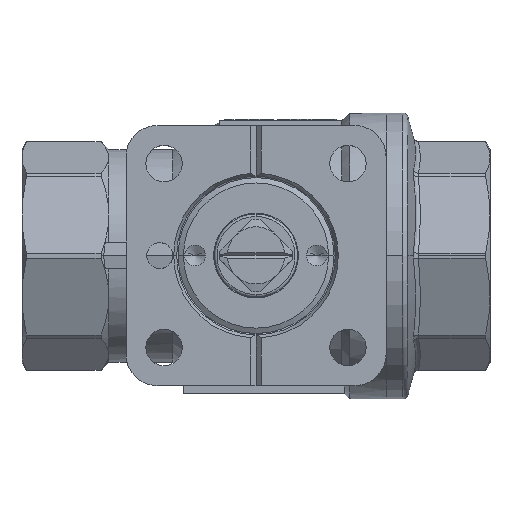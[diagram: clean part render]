
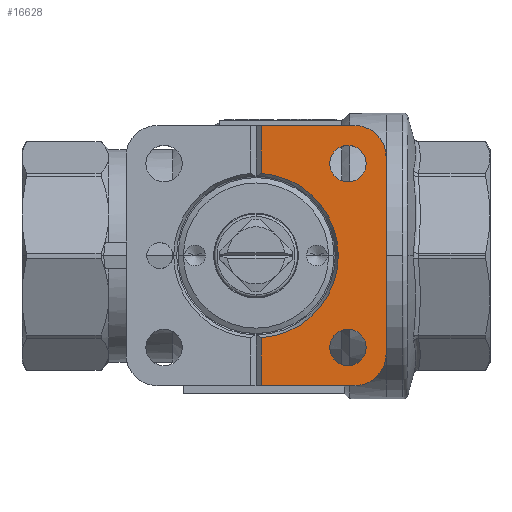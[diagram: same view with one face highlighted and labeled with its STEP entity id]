
A CAD part, top view. The second image highlights one B-rep face of the part: STEP entity #16628.
In plain terms, the highlighted planar face has unit normal (0, 0, 1).
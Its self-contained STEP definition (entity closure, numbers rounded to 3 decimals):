
#3498=CARTESIAN_POINT('',(15.827,-0.,50.5));
#3499=VERTEX_POINT('',#3498);
#3506=CARTESIAN_POINT('',(1.,15.796,50.5));
#3507=VERTEX_POINT('',#3506);
#3508=CARTESIAN_POINT('',(0.,-0.,50.5));
#3509=DIRECTION('',(-0.,0.,-1.));
#3510=DIRECTION('',(1.,-0.,-0.));
#3511=AXIS2_PLACEMENT_3D('',#3508,#3509,#3510);
#3512=CIRCLE('',#3511,15.827);
#3513=EDGE_CURVE('',#3507,#3499,#3512,.T.);
#3623=CARTESIAN_POINT('',(14.178,-17.678,50.5));
#3624=VERTEX_POINT('',#3623);
#3633=CARTESIAN_POINT('',(21.178,-17.678,50.5));
#3634=VERTEX_POINT('',#3633);
#3635=CARTESIAN_POINT('',(17.678,-17.678,50.5));
#3636=DIRECTION('',(-0.,0.,-1.));
#3637=DIRECTION('',(-1.,0.,0.));
#3638=AXIS2_PLACEMENT_3D('',#3635,#3636,#3637);
#3639=CIRCLE('',#3638,3.5);
#3640=EDGE_CURVE('',#3634,#3624,#3639,.T.);
#3707=CARTESIAN_POINT('',(14.178,17.678,50.5));
#3708=VERTEX_POINT('',#3707);
#3717=CARTESIAN_POINT('',(21.178,17.678,50.5));
#3718=VERTEX_POINT('',#3717);
#3719=CARTESIAN_POINT('',(17.678,17.678,50.5));
#3720=DIRECTION('',(-0.,0.,-1.));
#3721=DIRECTION('',(-1.,0.,0.));
#3722=AXIS2_PLACEMENT_3D('',#3719,#3720,#3721);
#3723=CIRCLE('',#3722,3.5);
#3724=EDGE_CURVE('',#3718,#3708,#3723,.T.);
#4033=CARTESIAN_POINT('',(23.243,23.243,50.5));
#4034=VERTEX_POINT('',#4033);
#4043=CARTESIAN_POINT('',(25.,19.,50.5));
#4044=VERTEX_POINT('',#4043);
#4045=CARTESIAN_POINT('',(19.,19.,50.5));
#4046=DIRECTION('',(-0.,0.,-1.));
#4047=DIRECTION('',(0.707,0.707,-0.));
#4048=AXIS2_PLACEMENT_3D('',#4045,#4046,#4047);
#4049=CIRCLE('',#4048,6.);
#4050=EDGE_CURVE('',#4034,#4044,#4049,.T.);
#4075=CARTESIAN_POINT('',(23.243,-23.243,50.5));
#4076=VERTEX_POINT('',#4075);
#4085=CARTESIAN_POINT('',(19.,-25.,50.5));
#4086=VERTEX_POINT('',#4085);
#4087=CARTESIAN_POINT('',(19.,-19.,50.5));
#4088=DIRECTION('',(-0.,0.,-1.));
#4089=DIRECTION('',(0.707,-0.707,-0.));
#4090=AXIS2_PLACEMENT_3D('',#4087,#4088,#4089);
#4091=CIRCLE('',#4090,6.);
#4092=EDGE_CURVE('',#4076,#4086,#4091,.T.);
#8648=CARTESIAN_POINT('',(25.,-19.,50.5));
#8649=VERTEX_POINT('',#8648);
#8656=CARTESIAN_POINT('',(19.,-19.,50.5));
#8657=DIRECTION('',(-0.,0.,-1.));
#8658=DIRECTION('',(0.707,-0.707,-0.));
#8659=AXIS2_PLACEMENT_3D('',#8656,#8657,#8658);
#8660=CIRCLE('',#8659,6.);
#8661=EDGE_CURVE('',#8649,#4076,#8660,.T.);
#8678=CARTESIAN_POINT('',(25.,-19.,50.5));
#8679=DIRECTION('',(0.,1.,0.));
#8680=VECTOR('',#8679,38.);
#8681=LINE('',#8678,#8680);
#8682=EDGE_CURVE('',#8649,#4044,#8681,.T.);
#8703=CARTESIAN_POINT('',(19.,25.,50.5));
#8704=VERTEX_POINT('',#8703);
#8711=CARTESIAN_POINT('',(19.,19.,50.5));
#8712=DIRECTION('',(-0.,0.,-1.));
#8713=DIRECTION('',(0.707,0.707,-0.));
#8714=AXIS2_PLACEMENT_3D('',#8711,#8712,#8713);
#8715=CIRCLE('',#8714,6.);
#8716=EDGE_CURVE('',#8704,#4034,#8715,.T.);
#9722=CARTESIAN_POINT('',(17.678,17.678,50.5));
#9723=DIRECTION('',(-0.,0.,-1.));
#9724=DIRECTION('',(-1.,0.,0.));
#9725=AXIS2_PLACEMENT_3D('',#9722,#9723,#9724);
#9726=CIRCLE('',#9725,3.5);
#9727=EDGE_CURVE('',#3708,#3718,#9726,.T.);
#9770=CARTESIAN_POINT('',(17.678,-17.678,50.5));
#9771=DIRECTION('',(-0.,0.,-1.));
#9772=DIRECTION('',(-1.,0.,0.));
#9773=AXIS2_PLACEMENT_3D('',#9770,#9771,#9772);
#9774=CIRCLE('',#9773,3.5);
#9775=EDGE_CURVE('',#3624,#3634,#9774,.T.);
#9854=CARTESIAN_POINT('',(1.,-15.796,50.5));
#9855=VERTEX_POINT('',#9854);
#9862=CARTESIAN_POINT('',(0.,-0.,50.5));
#9863=DIRECTION('',(-0.,0.,-1.));
#9864=DIRECTION('',(1.,-0.,-0.));
#9865=AXIS2_PLACEMENT_3D('',#9862,#9863,#9864);
#9866=CIRCLE('',#9865,15.827);
#9867=EDGE_CURVE('',#3499,#9855,#9866,.T.);
#16493=CARTESIAN_POINT('',(1.,-25.,50.5));
#16494=VERTEX_POINT('',#16493);
#16520=CARTESIAN_POINT('',(1.,-25.,50.5));
#16521=DIRECTION('',(1.,-0.,-0.));
#16522=VECTOR('',#16521,18.);
#16523=LINE('',#16520,#16522);
#16524=EDGE_CURVE('',#16494,#4086,#16523,.T.);
#16585=CARTESIAN_POINT('',(0.,-0.,50.5));
#16586=DIRECTION('',(-0.,0.,-1.));
#16587=DIRECTION('',(0.,1.,0.));
#16588=AXIS2_PLACEMENT_3D('',#16585,#16586,#16587);
#16589=PLANE('',#16588);
#16590=CARTESIAN_POINT('',(1.,25.,50.5));
#16591=VERTEX_POINT('',#16590);
#16592=CARTESIAN_POINT('',(1.,25.,50.5));
#16593=DIRECTION('',(-0.,-1.,-0.));
#16594=VECTOR('',#16593,9.204);
#16595=LINE('',#16592,#16594);
#16596=EDGE_CURVE('',#16591,#3507,#16595,.T.);
#16597=ORIENTED_EDGE('',*,*,#16596,.T.);
#16598=ORIENTED_EDGE('',*,*,#3513,.T.);
#16599=ORIENTED_EDGE('',*,*,#9867,.T.);
#16600=CARTESIAN_POINT('',(1.,-15.796,50.5));
#16601=DIRECTION('',(-0.,-1.,-0.));
#16602=VECTOR('',#16601,9.204);
#16603=LINE('',#16600,#16602);
#16604=EDGE_CURVE('',#9855,#16494,#16603,.T.);
#16605=ORIENTED_EDGE('',*,*,#16604,.T.);
#16606=ORIENTED_EDGE('',*,*,#16524,.T.);
#16607=ORIENTED_EDGE('',*,*,#4092,.F.);
#16608=ORIENTED_EDGE('',*,*,#8661,.F.);
#16609=ORIENTED_EDGE('',*,*,#8682,.T.);
#16610=ORIENTED_EDGE('',*,*,#4050,.F.);
#16611=ORIENTED_EDGE('',*,*,#8716,.F.);
#16612=CARTESIAN_POINT('',(19.,25.,50.5));
#16613=DIRECTION('',(-1.,0.,0.));
#16614=VECTOR('',#16613,18.);
#16615=LINE('',#16612,#16614);
#16616=EDGE_CURVE('',#8704,#16591,#16615,.T.);
#16617=ORIENTED_EDGE('',*,*,#16616,.T.);
#16618=EDGE_LOOP('',(#16597,#16598,#16599,#16605,#16606,#16607,#16608,#16609,#16610,#16611,#16617));
#16619=FACE_BOUND('',#16618,.T.);
#16620=ORIENTED_EDGE('',*,*,#3640,.T.);
#16621=ORIENTED_EDGE('',*,*,#9775,.T.);
#16622=EDGE_LOOP('',(#16620,#16621));
#16623=FACE_BOUND('',#16622,.T.);
#16624=ORIENTED_EDGE('',*,*,#3724,.T.);
#16625=ORIENTED_EDGE('',*,*,#9727,.T.);
#16626=EDGE_LOOP('',(#16624,#16625));
#16627=FACE_BOUND('',#16626,.T.);
#16628=ADVANCED_FACE('',(#16619,#16623,#16627),#16589,.F.);
